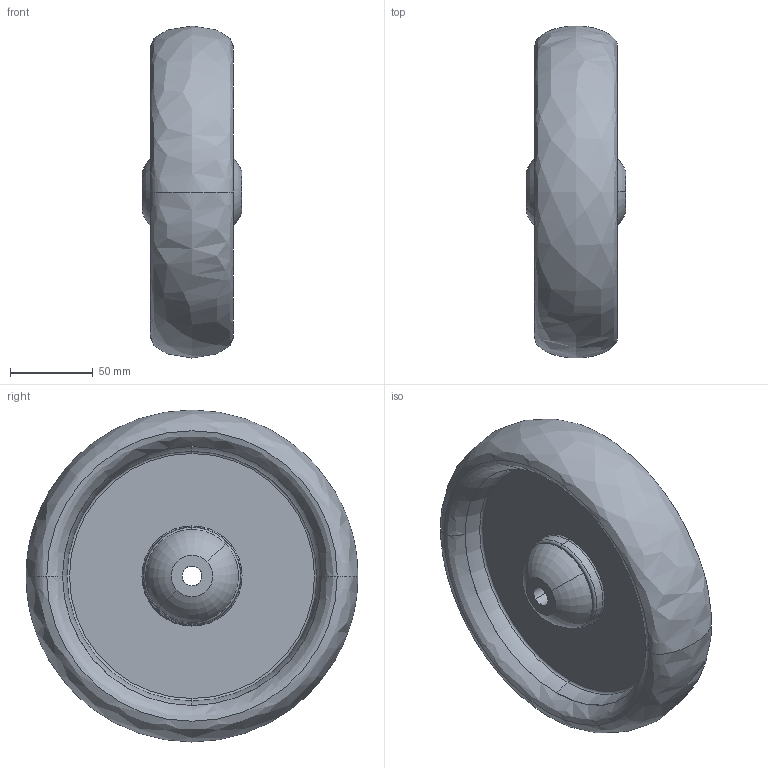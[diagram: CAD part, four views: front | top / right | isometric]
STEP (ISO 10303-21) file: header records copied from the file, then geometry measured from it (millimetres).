
FILE_DESCRIPTION (( 'STEP AP214' ), '1' );
FILE_NAME ('0026979.step', '2023-01-17T10:25:04', ( '' ), ( '' ), 'SwSTEP 2.0', 'SolidWorks 2020', '' );
FILE_SCHEMA (( 'AUTOMOTIVE_DESIGN' ));
Length unit declared in the file: millimetre
Products named in the file (1): 0026979
Bounding box: 60 x 199.99 x 200 mm (x, y, z)
Surface area: 107195.5 mm2 (no closed solid volume)
Topology: 0 solids, 5 shells, 44 faces, 98 edges, 60 vertices
Faces by surface type: torus 20, cone 8, plane 6, bspline 6, cylinder 4
Entity records: 1815 total; most frequent: CARTESIAN_POINT 311, DIRECTION 250, ORIENTED_EDGE 176, AXIS2_PLACEMENT_3D 119, EDGE_CURVE 98, CIRCLE 80, VERTEX_POINT 60, EDGE_LOOP 50
